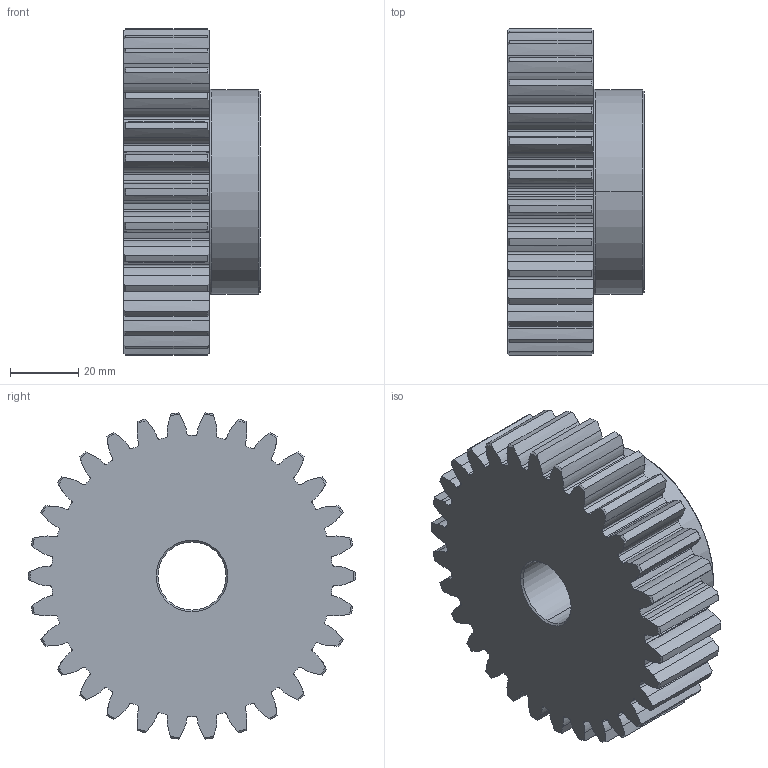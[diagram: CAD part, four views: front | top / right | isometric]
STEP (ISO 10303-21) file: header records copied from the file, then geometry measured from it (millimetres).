
FILE_DESCRIPTION (( 'STEP AP214' ), '1' );
FILE_NAME ('111-030-430.STEP', '2015-03-24T11:51:05', ( 'Admin' ), ( '' ), 'SwSTEP 2.0', 'SolidWorks 2012', '' );
FILE_SCHEMA (( 'AUTOMOTIVE_DESIGN' ));
Length unit declared in the file: millimetre
Products named in the file (1): 111-030-430
Bounding box: 40 x 96 x 95.68 mm (x, y, z)
Volume: 187024.5 mm3; surface area: 31294.7 mm2
Topology: 1 solids, 1 shells, 337 faces, 996 edges, 662 vertices
Faces by surface type: cylinder 205, cone 67, bspline 62, plane 3
Entity records: 16793 total; most frequent: CARTESIAN_POINT 4232, ORIENTED_EDGE 1992, DIRECTION 1788, EDGE_CURVE 996, AXIS2_PLACEMENT_3D 758, VERTEX_POINT 662, CIRCLE 482, UNCERTAINTY_MEASURE_WITH_UNIT 340
